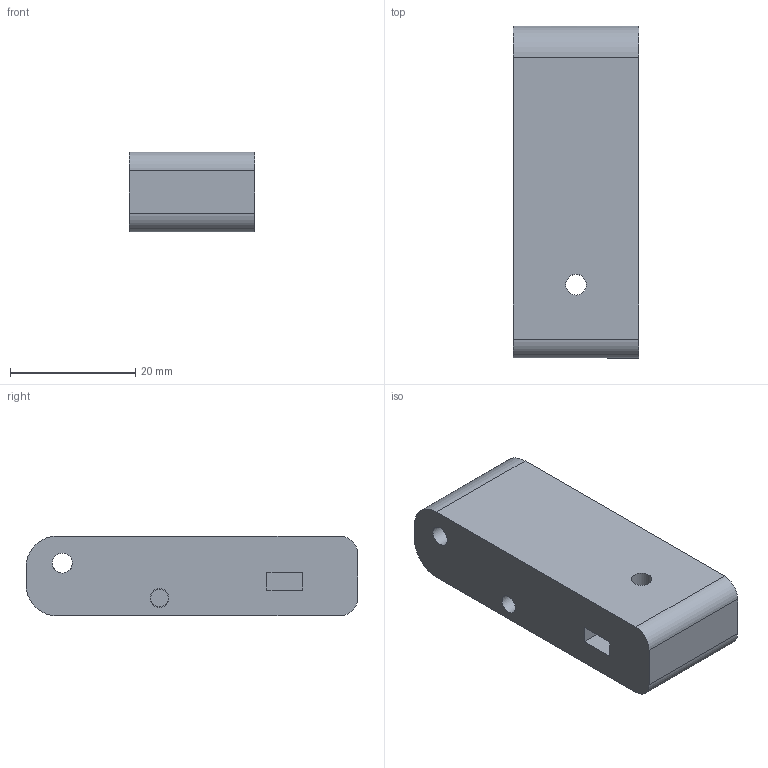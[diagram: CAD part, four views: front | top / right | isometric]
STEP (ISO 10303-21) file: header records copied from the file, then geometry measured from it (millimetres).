
FILE_DESCRIPTION(/* description */ (''),/* implementation_level */ '2;1');
FILE_NAME(/* name */ 'Arm-Right.step',/* time_stamp */ '2025-11-28T14:41:13-08:00',/* author */ (''),/* organization */ (''),/* preprocessor_version */ 'ST-DEVELOPER v20.1',/* originating_system */ 'Autodesk Translation Framework v14.21.0.0',/* authorisation */ '');
FILE_SCHEMA (('AUTOMOTIVE_DESIGN { 1 0 10303 214 3 1 1 }'));
Length unit declared in the file: millimetre
Products named in the file (1): Arm-Right
Bounding box: 20 x 53 x 12.75 mm (x, y, z)
Volume: 11869.9 mm3; surface area: 4856.4 mm2
Topology: 1 solids, 1 shells, 34 faces, 93 edges, 62 vertices
Faces by surface type: plane 23, cylinder 11
Full cylindrical faces by diameter (mm): 2.8 x1, 3 x2, 3.2 x1, 3.3 x1, 3.8 x1
Entity records: 1149 total; most frequent: DIRECTION 191, CARTESIAN_POINT 190, ORIENTED_EDGE 186, EDGE_CURVE 93, LINE 65, VECTOR 65, AXIS2_PLACEMENT_3D 63, VERTEX_POINT 62
